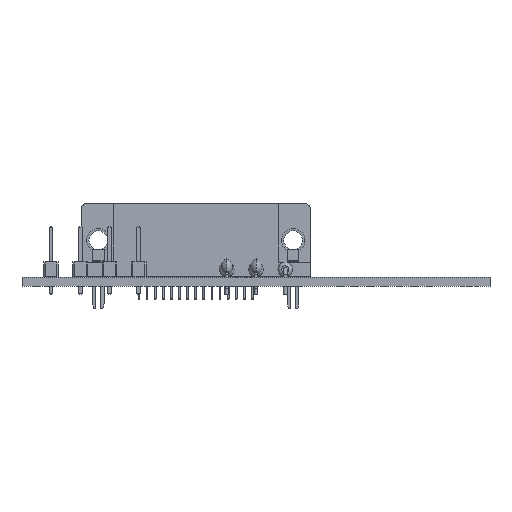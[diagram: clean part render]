
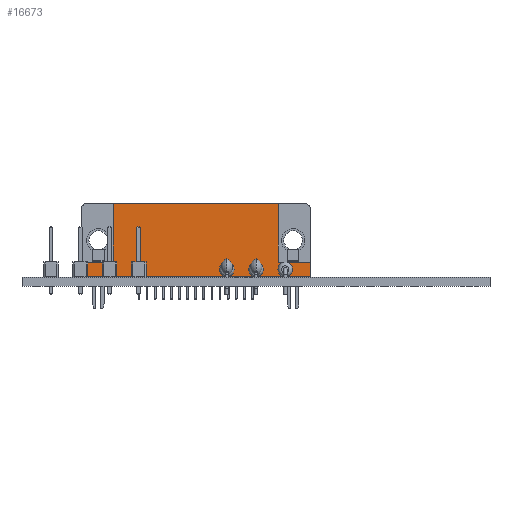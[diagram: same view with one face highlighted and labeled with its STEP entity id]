
A CAD part, front view. The second image highlights one B-rep face of the part: STEP entity #16673.
In plain terms, the highlighted face is planar.
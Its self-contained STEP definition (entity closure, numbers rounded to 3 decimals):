
#14473 = PLANE('',#14474);
#14474 = AXIS2_PLACEMENT_3D('',#14475,#14476,#14477);
#14475 = CARTESIAN_POINT('',(9.905,-7.78,12.5));
#14476 = DIRECTION('',(0.,0.,1.));
#14477 = DIRECTION('',(-1.,0.,0.));
#14637 = PLANE('',#14638);
#14638 = AXIS2_PLACEMENT_3D('',#14639,#14640,#14641);
#14639 = CARTESIAN_POINT('',(9.905,-7.78,0.));
#14640 = DIRECTION('',(1.,0.,0.));
#14641 = DIRECTION('',(-0.,0.,1.));
#14713 = PLANE('',#14714);
#14714 = AXIS2_PLACEMENT_3D('',#14715,#14716,#14717);
#14715 = CARTESIAN_POINT('',(-29.295,-7.78,12.5));
#14716 = DIRECTION('',(-1.,0.,0.));
#14717 = DIRECTION('',(-0.,0.,-1.));
#14853 = PLANE('',#14854);
#14854 = AXIS2_PLACEMENT_3D('',#14855,#14856,#14857);
#14855 = CARTESIAN_POINT('',(-29.295,-7.78,0.));
#14856 = DIRECTION('',(0.,0.,-1.));
#14857 = DIRECTION('',(1.,0.,0.));
#15031 = VERTEX_POINT('',#15032);
#15032 = CARTESIAN_POINT('',(4.405,2.7,12.5));
#15046 = PLANE('',#15047);
#15047 = AXIS2_PLACEMENT_3D('',#15048,#15049,#15050);
#15048 = CARTESIAN_POINT('',(4.405,-5.78,15.));
#15049 = DIRECTION('',(-1.,0.,0.));
#15050 = DIRECTION('',(-0.,0.,-1.));
#15058 = EDGE_CURVE('',#15031,#15059,#15061,.T.);
#15059 = VERTEX_POINT('',#15060);
#15060 = CARTESIAN_POINT('',(-23.795,2.7,12.5));
#15061 = SURFACE_CURVE('',#15062,(#15066,#15073),.PCURVE_S1.);
#15062 = LINE('',#15063,#15064);
#15063 = CARTESIAN_POINT('',(9.905,2.7,12.5));
#15064 = VECTOR('',#15065,1.);
#15065 = DIRECTION('',(-1.,0.,0.));
#15066 = PCURVE('',#14473,#15067);
#15067 = DEFINITIONAL_REPRESENTATION('',(#15068),#15072);
#15068 = LINE('',#15069,#15070);
#15069 = CARTESIAN_POINT('',(0.,-10.48));
#15070 = VECTOR('',#15071,1.);
#15071 = DIRECTION('',(1.,0.));
#15072 = ( GEOMETRIC_REPRESENTATION_CONTEXT(2) 
PARAMETRIC_REPRESENTATION_CONTEXT() REPRESENTATION_CONTEXT('2D SPACE',''
  ) );
#15073 = PCURVE('',#15074,#15079);
#15074 = PLANE('',#15075);
#15075 = AXIS2_PLACEMENT_3D('',#15076,#15077,#15078);
#15076 = CARTESIAN_POINT('',(-9.695,2.7,6.25));
#15077 = DIRECTION('',(0.,-1.,0.));
#15078 = DIRECTION('',(1.,0.,0.));
#15079 = DEFINITIONAL_REPRESENTATION('',(#15080),#15084);
#15080 = LINE('',#15081,#15082);
#15081 = CARTESIAN_POINT('',(19.6,6.25));
#15082 = VECTOR('',#15083,1.);
#15083 = DIRECTION('',(-1.,0.));
#15084 = ( GEOMETRIC_REPRESENTATION_CONTEXT(2) 
PARAMETRIC_REPRESENTATION_CONTEXT() REPRESENTATION_CONTEXT('2D SPACE',''
  ) );
#15102 = PLANE('',#15103);
#15103 = AXIS2_PLACEMENT_3D('',#15104,#15105,#15106);
#15104 = CARTESIAN_POINT('',(-23.795,-5.78,2.5));
#15105 = DIRECTION('',(1.,0.,0.));
#15106 = DIRECTION('',(-0.,0.,1.));
#15300 = VERTEX_POINT('',#15301);
#15301 = CARTESIAN_POINT('',(9.905,2.7,0.));
#15322 = EDGE_CURVE('',#15300,#15323,#15325,.T.);
#15323 = VERTEX_POINT('',#15324);
#15324 = CARTESIAN_POINT('',(9.905,2.7,2.5));
#15325 = SURFACE_CURVE('',#15326,(#15330,#15337),.PCURVE_S1.);
#15326 = LINE('',#15327,#15328);
#15327 = CARTESIAN_POINT('',(9.905,2.7,0.));
#15328 = VECTOR('',#15329,1.);
#15329 = DIRECTION('',(0.,0.,1.));
#15330 = PCURVE('',#14637,#15331);
#15331 = DEFINITIONAL_REPRESENTATION('',(#15332),#15336);
#15332 = LINE('',#15333,#15334);
#15333 = CARTESIAN_POINT('',(0.,-10.48));
#15334 = VECTOR('',#15335,1.);
#15335 = DIRECTION('',(1.,0.));
#15336 = ( GEOMETRIC_REPRESENTATION_CONTEXT(2) 
PARAMETRIC_REPRESENTATION_CONTEXT() REPRESENTATION_CONTEXT('2D SPACE',''
  ) );
#15337 = PCURVE('',#15074,#15338);
#15338 = DEFINITIONAL_REPRESENTATION('',(#15339),#15343);
#15339 = LINE('',#15340,#15341);
#15340 = CARTESIAN_POINT('',(19.6,-6.25));
#15341 = VECTOR('',#15342,1.);
#15342 = DIRECTION('',(0.,1.));
#15343 = ( GEOMETRIC_REPRESENTATION_CONTEXT(2) 
PARAMETRIC_REPRESENTATION_CONTEXT() REPRESENTATION_CONTEXT('2D SPACE',''
  ) );
#15361 = PLANE('',#15362);
#15362 = AXIS2_PLACEMENT_3D('',#15363,#15364,#15365);
#15363 = CARTESIAN_POINT('',(4.405,-5.78,2.5));
#15364 = DIRECTION('',(0.,0.,-1.));
#15365 = DIRECTION('',(1.,0.,0.));
#15423 = VERTEX_POINT('',#15424);
#15424 = CARTESIAN_POINT('',(-29.295,2.7,2.5));
#15438 = PLANE('',#15439);
#15439 = AXIS2_PLACEMENT_3D('',#15440,#15441,#15442);
#15440 = CARTESIAN_POINT('',(-30.795,-5.78,2.5));
#15441 = DIRECTION('',(0.,0.,-1.));
#15442 = DIRECTION('',(1.,0.,0.));
#15450 = EDGE_CURVE('',#15423,#15451,#15453,.T.);
#15451 = VERTEX_POINT('',#15452);
#15452 = CARTESIAN_POINT('',(-29.295,2.7,0.));
#15453 = SURFACE_CURVE('',#15454,(#15458,#15465),.PCURVE_S1.);
#15454 = LINE('',#15455,#15456);
#15455 = CARTESIAN_POINT('',(-29.295,2.7,12.5));
#15456 = VECTOR('',#15457,1.);
#15457 = DIRECTION('',(0.,0.,-1.));
#15458 = PCURVE('',#14713,#15459);
#15459 = DEFINITIONAL_REPRESENTATION('',(#15460),#15464);
#15460 = LINE('',#15461,#15462);
#15461 = CARTESIAN_POINT('',(0.,-10.48));
#15462 = VECTOR('',#15463,1.);
#15463 = DIRECTION('',(1.,0.));
#15464 = ( GEOMETRIC_REPRESENTATION_CONTEXT(2) 
PARAMETRIC_REPRESENTATION_CONTEXT() REPRESENTATION_CONTEXT('2D SPACE',''
  ) );
#15465 = PCURVE('',#15074,#15466);
#15466 = DEFINITIONAL_REPRESENTATION('',(#15467),#15471);
#15467 = LINE('',#15468,#15469);
#15468 = CARTESIAN_POINT('',(-19.6,6.25));
#15469 = VECTOR('',#15470,1.);
#15470 = DIRECTION('',(0.,-1.));
#15471 = ( GEOMETRIC_REPRESENTATION_CONTEXT(2) 
PARAMETRIC_REPRESENTATION_CONTEXT() REPRESENTATION_CONTEXT('2D SPACE',''
  ) );
#15573 = EDGE_CURVE('',#15451,#15300,#15574,.T.);
#15574 = SURFACE_CURVE('',#15575,(#15579,#15586),.PCURVE_S1.);
#15575 = LINE('',#15576,#15577);
#15576 = CARTESIAN_POINT('',(-29.295,2.7,0.));
#15577 = VECTOR('',#15578,1.);
#15578 = DIRECTION('',(1.,0.,0.));
#15579 = PCURVE('',#14853,#15580);
#15580 = DEFINITIONAL_REPRESENTATION('',(#15581),#15585);
#15581 = LINE('',#15582,#15583);
#15582 = CARTESIAN_POINT('',(0.,-10.48));
#15583 = VECTOR('',#15584,1.);
#15584 = DIRECTION('',(1.,0.));
#15585 = ( GEOMETRIC_REPRESENTATION_CONTEXT(2) 
PARAMETRIC_REPRESENTATION_CONTEXT() REPRESENTATION_CONTEXT('2D SPACE',''
  ) );
#15586 = PCURVE('',#15074,#15587);
#15587 = DEFINITIONAL_REPRESENTATION('',(#15588),#15592);
#15588 = LINE('',#15589,#15590);
#15589 = CARTESIAN_POINT('',(-19.6,-6.25));
#15590 = VECTOR('',#15591,1.);
#15591 = DIRECTION('',(1.,0.));
#15592 = ( GEOMETRIC_REPRESENTATION_CONTEXT(2) 
PARAMETRIC_REPRESENTATION_CONTEXT() REPRESENTATION_CONTEXT('2D SPACE',''
  ) );
#16581 = EDGE_CURVE('',#15031,#16582,#16584,.T.);
#16582 = VERTEX_POINT('',#16583);
#16583 = CARTESIAN_POINT('',(4.405,2.7,2.5));
#16584 = SURFACE_CURVE('',#16585,(#16589,#16596),.PCURVE_S1.);
#16585 = LINE('',#16586,#16587);
#16586 = CARTESIAN_POINT('',(4.405,2.7,10.625));
#16587 = VECTOR('',#16588,1.);
#16588 = DIRECTION('',(0.,0.,-1.));
#16589 = PCURVE('',#15046,#16590);
#16590 = DEFINITIONAL_REPRESENTATION('',(#16591),#16595);
#16591 = LINE('',#16592,#16593);
#16592 = CARTESIAN_POINT('',(4.375,-8.48));
#16593 = VECTOR('',#16594,1.);
#16594 = DIRECTION('',(1.,0.));
#16595 = ( GEOMETRIC_REPRESENTATION_CONTEXT(2) 
PARAMETRIC_REPRESENTATION_CONTEXT() REPRESENTATION_CONTEXT('2D SPACE',''
  ) );
#16596 = PCURVE('',#15074,#16597);
#16597 = DEFINITIONAL_REPRESENTATION('',(#16598),#16602);
#16598 = LINE('',#16599,#16600);
#16599 = CARTESIAN_POINT('',(14.1,4.375));
#16600 = VECTOR('',#16601,1.);
#16601 = DIRECTION('',(0.,-1.));
#16602 = ( GEOMETRIC_REPRESENTATION_CONTEXT(2) 
PARAMETRIC_REPRESENTATION_CONTEXT() REPRESENTATION_CONTEXT('2D SPACE',''
  ) );
#16630 = VERTEX_POINT('',#16631);
#16631 = CARTESIAN_POINT('',(-23.795,2.7,2.5));
#16652 = EDGE_CURVE('',#16630,#15059,#16653,.T.);
#16653 = SURFACE_CURVE('',#16654,(#16658,#16665),.PCURVE_S1.);
#16654 = LINE('',#16655,#16656);
#16655 = CARTESIAN_POINT('',(-23.795,2.7,4.375));
#16656 = VECTOR('',#16657,1.);
#16657 = DIRECTION('',(0.,0.,1.));
#16658 = PCURVE('',#15102,#16659);
#16659 = DEFINITIONAL_REPRESENTATION('',(#16660),#16664);
#16660 = LINE('',#16661,#16662);
#16661 = CARTESIAN_POINT('',(1.875,-8.48));
#16662 = VECTOR('',#16663,1.);
#16663 = DIRECTION('',(1.,0.));
#16664 = ( GEOMETRIC_REPRESENTATION_CONTEXT(2) 
PARAMETRIC_REPRESENTATION_CONTEXT() REPRESENTATION_CONTEXT('2D SPACE',''
  ) );
#16665 = PCURVE('',#15074,#16666);
#16666 = DEFINITIONAL_REPRESENTATION('',(#16667),#16671);
#16667 = LINE('',#16668,#16669);
#16668 = CARTESIAN_POINT('',(-14.1,-1.875));
#16669 = VECTOR('',#16670,1.);
#16670 = DIRECTION('',(0.,1.));
#16671 = ( GEOMETRIC_REPRESENTATION_CONTEXT(2) 
PARAMETRIC_REPRESENTATION_CONTEXT() REPRESENTATION_CONTEXT('2D SPACE',''
  ) );
#16673 = ADVANCED_FACE('',(#16674),#15074,.F.);
#16674 = FACE_BOUND('',#16675,.F.);
#16675 = EDGE_LOOP('',(#16676,#16677,#16678,#16679,#16700,#16701,#16702,
    #16703));
#16676 = ORIENTED_EDGE('',*,*,#16581,.F.);
#16677 = ORIENTED_EDGE('',*,*,#15058,.T.);
#16678 = ORIENTED_EDGE('',*,*,#16652,.F.);
#16679 = ORIENTED_EDGE('',*,*,#16680,.F.);
#16680 = EDGE_CURVE('',#15423,#16630,#16681,.T.);
#16681 = SURFACE_CURVE('',#16682,(#16686,#16693),.PCURVE_S1.);
#16682 = LINE('',#16683,#16684);
#16683 = CARTESIAN_POINT('',(-20.245,2.7,2.5));
#16684 = VECTOR('',#16685,1.);
#16685 = DIRECTION('',(1.,0.,0.));
#16686 = PCURVE('',#15074,#16687);
#16687 = DEFINITIONAL_REPRESENTATION('',(#16688),#16692);
#16688 = LINE('',#16689,#16690);
#16689 = CARTESIAN_POINT('',(-10.55,-3.75));
#16690 = VECTOR('',#16691,1.);
#16691 = DIRECTION('',(1.,0.));
#16692 = ( GEOMETRIC_REPRESENTATION_CONTEXT(2) 
PARAMETRIC_REPRESENTATION_CONTEXT() REPRESENTATION_CONTEXT('2D SPACE',''
  ) );
#16693 = PCURVE('',#15438,#16694);
#16694 = DEFINITIONAL_REPRESENTATION('',(#16695),#16699);
#16695 = LINE('',#16696,#16697);
#16696 = CARTESIAN_POINT('',(10.55,-8.48));
#16697 = VECTOR('',#16698,1.);
#16698 = DIRECTION('',(1.,0.));
#16699 = ( GEOMETRIC_REPRESENTATION_CONTEXT(2) 
PARAMETRIC_REPRESENTATION_CONTEXT() REPRESENTATION_CONTEXT('2D SPACE',''
  ) );
#16700 = ORIENTED_EDGE('',*,*,#15450,.T.);
#16701 = ORIENTED_EDGE('',*,*,#15573,.T.);
#16702 = ORIENTED_EDGE('',*,*,#15322,.T.);
#16703 = ORIENTED_EDGE('',*,*,#16704,.F.);
#16704 = EDGE_CURVE('',#16582,#15323,#16705,.T.);
#16705 = SURFACE_CURVE('',#16706,(#16710,#16717),.PCURVE_S1.);
#16706 = LINE('',#16707,#16708);
#16707 = CARTESIAN_POINT('',(-2.645,2.7,2.5));
#16708 = VECTOR('',#16709,1.);
#16709 = DIRECTION('',(1.,0.,0.));
#16710 = PCURVE('',#15074,#16711);
#16711 = DEFINITIONAL_REPRESENTATION('',(#16712),#16716);
#16712 = LINE('',#16713,#16714);
#16713 = CARTESIAN_POINT('',(7.05,-3.75));
#16714 = VECTOR('',#16715,1.);
#16715 = DIRECTION('',(1.,0.));
#16716 = ( GEOMETRIC_REPRESENTATION_CONTEXT(2) 
PARAMETRIC_REPRESENTATION_CONTEXT() REPRESENTATION_CONTEXT('2D SPACE',''
  ) );
#16717 = PCURVE('',#15361,#16718);
#16718 = DEFINITIONAL_REPRESENTATION('',(#16719),#16723);
#16719 = LINE('',#16720,#16721);
#16720 = CARTESIAN_POINT('',(-7.05,-8.48));
#16721 = VECTOR('',#16722,1.);
#16722 = DIRECTION('',(1.,0.));
#16723 = ( GEOMETRIC_REPRESENTATION_CONTEXT(2) 
PARAMETRIC_REPRESENTATION_CONTEXT() REPRESENTATION_CONTEXT('2D SPACE',''
  ) );
